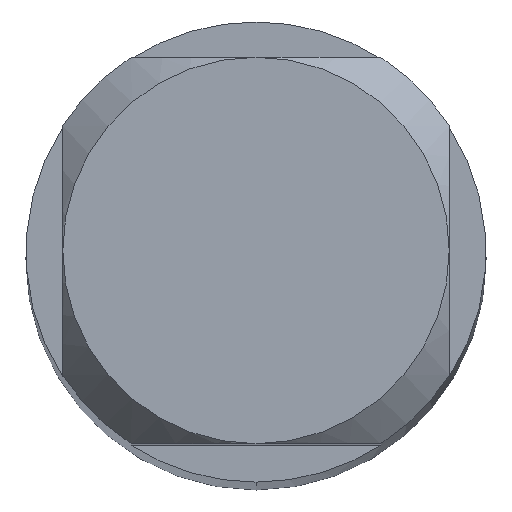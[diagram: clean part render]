
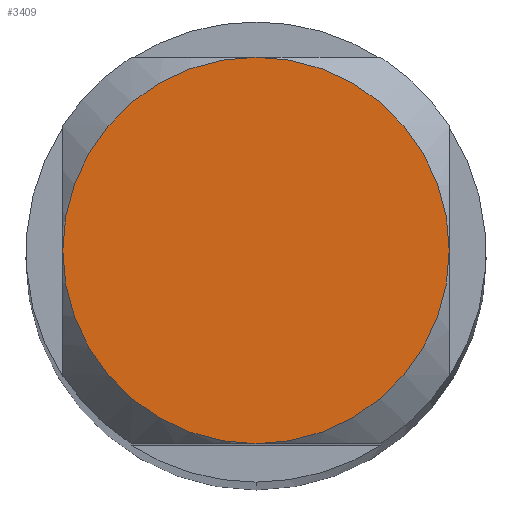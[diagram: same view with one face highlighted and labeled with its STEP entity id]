
A CAD part, top view. The second image highlights one B-rep face of the part: STEP entity #3409.
In plain terms, the highlighted planar face has unit normal (0, 0, 1).
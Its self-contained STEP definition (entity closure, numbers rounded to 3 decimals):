
#2275=EDGE_CURVE('',#2853,#3547,#5956,.T.);
#2853=VERTEX_POINT('',#6588);
#3145=VERTEX_POINT('',#6902);
#3409=ADVANCED_FACE('',(#7189),#7190,.T.);
#3547=VERTEX_POINT('',#7343);
#3981=EDGE_CURVE('',#3547,#3145,#7817,.T.);
#3993=EDGE_CURVE('',#3145,#4209,#7831,.T.);
#4209=VERTEX_POINT('',#8071);
#5353=EDGE_CURVE('',#4209,#2853,#9320,.T.);
#5956=CIRCLE('',#10344,1.05);
#6588=CARTESIAN_POINT('',(1.05,0.0,0.0));
#6902=CARTESIAN_POINT('',(-1.05,0.0,0.0));
#7189=FACE_OUTER_BOUND('',#12998,.T.);
#7190=PLANE('',#12999);
#7343=CARTESIAN_POINT('',(0.0,-1.05,0.0));
#7817=CIRCLE('',#14581,1.05);
#7831=CIRCLE('',#14598,1.05);
#8071=CARTESIAN_POINT('',(0.0,1.05,0.0));
#9320=CIRCLE('',#17971,1.05);
#10344=AXIS2_PLACEMENT_3D('',#18855,#18856,#18857);
#12998=EDGE_LOOP('',(#20155,#20156,#20157,#20158));
#12999=AXIS2_PLACEMENT_3D('',#20159,#20160,#20161);
#14581=AXIS2_PLACEMENT_3D('',#20807,#20808,#20809);
#14598=AXIS2_PLACEMENT_3D('',#20832,#20833,#20834);
#17971=AXIS2_PLACEMENT_3D('',#22688,#22689,#22690);
#18855=CARTESIAN_POINT('',(0.0,0.0,0.0));
#18856=DIRECTION('',(0.0,0.0,-1.0));
#18857=DIRECTION('',(0.0,1.0,0.0));
#20155=ORIENTED_EDGE('',*,*,#5353,.F.);
#20156=ORIENTED_EDGE('',*,*,#3993,.F.);
#20157=ORIENTED_EDGE('',*,*,#3981,.F.);
#20158=ORIENTED_EDGE('',*,*,#2275,.F.);
#20159=CARTESIAN_POINT('',(0.0,0.525,0.0));
#20160=DIRECTION('',(-0.0,0.0,1.0));
#20161=DIRECTION('',(0.0,-1.0,0.0));
#20807=CARTESIAN_POINT('',(0.0,0.0,0.0));
#20808=DIRECTION('',(0.0,0.0,-1.0));
#20809=DIRECTION('',(0.0,1.0,0.0));
#20832=CARTESIAN_POINT('',(0.0,0.0,0.0));
#20833=DIRECTION('',(0.0,0.0,-1.0));
#20834=DIRECTION('',(0.0,1.0,0.0));
#22688=CARTESIAN_POINT('',(0.0,0.0,0.0));
#22689=DIRECTION('',(0.0,0.0,-1.0));
#22690=DIRECTION('',(0.0,1.0,0.0));
